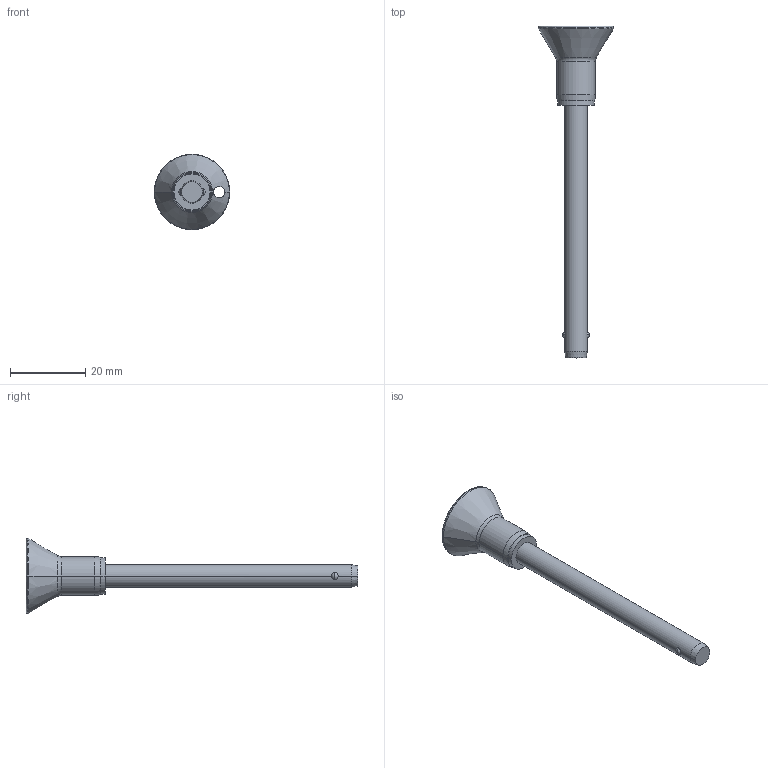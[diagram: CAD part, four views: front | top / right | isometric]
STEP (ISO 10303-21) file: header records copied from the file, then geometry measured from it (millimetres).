
FILE_DESCRIPTION(('STEP AP214'),'1');
FILE_NAME('HALDERN_EH_22340_1019.stp','2017-07-04T09:04:02',('TraceParts'),('TraceParts S.A.'),'Spatial InterOp 3D',' ',' ');
FILE_SCHEMA(('automotive_design'));
Length unit declared in the file: millimetre
Products named in the file (1): HALDERN_EH_22340_1019
Bounding box: 20 x 88 x 20 mm (x, y, z)
Volume: 4244 mm3; surface area: 2612.5 mm2
Topology: 1 solids, 1 shells, 35 faces, 81 edges, 49 vertices
Faces by surface type: cylinder 10, torus 8, cone 8, plane 5, sphere 4
Entity records: 1458 total; most frequent: CARTESIAN_POINT 344, DIRECTION 184, ORIENTED_EDGE 162, AXIS2_PLACEMENT_3D 81, EDGE_CURVE 81, VERTEX_POINT 49, CIRCLE 45, EDGE_LOOP 38
